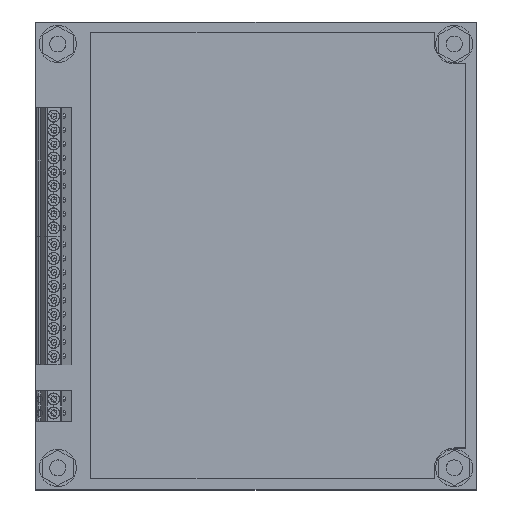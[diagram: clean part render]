
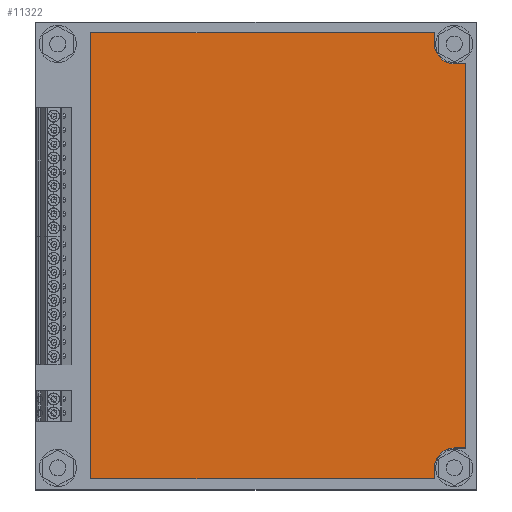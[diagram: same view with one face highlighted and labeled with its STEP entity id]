
A CAD part, top view. The second image highlights one B-rep face of the part: STEP entity #11322.
In plain terms, the highlighted planar face has unit normal (0, 0, 1).
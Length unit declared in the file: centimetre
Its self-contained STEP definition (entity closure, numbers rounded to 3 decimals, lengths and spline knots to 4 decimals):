
#405=CIRCLE('',#12079,0.36);
#407=CIRCLE('',#12085,0.36);
#902=VERTEX_POINT('',#15842);
#903=VERTEX_POINT('',#15843);
#906=VERTEX_POINT('',#15851);
#908=VERTEX_POINT('',#15857);
#910=VERTEX_POINT('',#15863);
#912=VERTEX_POINT('',#15869);
#914=VERTEX_POINT('',#15875);
#916=VERTEX_POINT('',#15881);
#918=VERTEX_POINT('',#15887);
#920=VERTEX_POINT('',#15893);
#2021=VECTOR('',#13115,1.);
#2025=VECTOR('',#13120,1.);
#2029=VECTOR('',#13131,1.);
#2032=VECTOR('',#13135,1.);
#2035=VECTOR('',#13139,1.);
#2039=VECTOR('',#13150,1.);
#2042=VECTOR('',#13154,1.);
#2045=VECTOR('',#13158,1.);
#3144=LINE('',#15841,#2021);
#3148=LINE('',#15850,#2025);
#3152=LINE('',#15862,#2029);
#3155=LINE('',#15868,#2032);
#3158=LINE('',#15874,#2035);
#3162=LINE('',#15886,#2039);
#3165=LINE('',#15892,#2042);
#3168=LINE('',#15898,#2045);
#4279=EDGE_CURVE('',#902,#903,#3144,.T.);
#4283=EDGE_CURVE('',#903,#906,#3148,.T.);
#4286=EDGE_CURVE('',#906,#908,#405,.T.);
#4289=EDGE_CURVE('',#908,#910,#3152,.T.);
#4292=EDGE_CURVE('',#910,#912,#3155,.T.);
#4295=EDGE_CURVE('',#912,#914,#3158,.T.);
#4298=EDGE_CURVE('',#914,#916,#407,.T.);
#4301=EDGE_CURVE('',#916,#918,#3162,.T.);
#4304=EDGE_CURVE('',#918,#920,#3165,.T.);
#4307=EDGE_CURVE('',#920,#902,#3168,.T.);
#6126=ORIENTED_EDGE('',*,*,#4279,.F.);
#6127=ORIENTED_EDGE('',*,*,#4307,.F.);
#6128=ORIENTED_EDGE('',*,*,#4304,.F.);
#6129=ORIENTED_EDGE('',*,*,#4301,.F.);
#6130=ORIENTED_EDGE('',*,*,#4298,.F.);
#6131=ORIENTED_EDGE('',*,*,#4295,.F.);
#6132=ORIENTED_EDGE('',*,*,#4292,.F.);
#6133=ORIENTED_EDGE('',*,*,#4289,.F.);
#6134=ORIENTED_EDGE('',*,*,#4286,.F.);
#6135=ORIENTED_EDGE('',*,*,#4283,.F.);
#9644=EDGE_LOOP('',(#6126,#6127,#6128,#6129,#6130,#6131,#6132,#6133,#6134,
#6135));
#10492=FACE_BOUND('',#9644,.T.);
#11322=ADVANCED_FACE('',(#10492),#20064,.T.);
#12079=AXIS2_PLACEMENT_3D('',#15856,#13125,#13126);
#12085=AXIS2_PLACEMENT_3D('',#15880,#13144,#13145);
#12090=AXIS2_PLACEMENT_3D('',#15900,#13160,$);
#13115=DIRECTION('',(1.,0.,0.));
#13120=DIRECTION('',(0.,-1.,0.));
#13125=DIRECTION('',(0.,0.,1.));
#13126=DIRECTION('',(0.36,0.,0.));
#13131=DIRECTION('',(1.,0.,0.));
#13135=DIRECTION('',(0.,-1.,0.));
#13139=DIRECTION('',(-1.,0.,0.));
#13144=DIRECTION('',(0.,0.,1.));
#13145=DIRECTION('',(0.36,0.,0.));
#13150=DIRECTION('',(0.,-1.,0.));
#13154=DIRECTION('',(-1.,0.,0.));
#13158=DIRECTION('',(0.,1.,0.));
#13160=DIRECTION('',(0.,0.,1.));
#15841=CARTESIAN_POINT('',(1.,8.3,1.66));
#15842=CARTESIAN_POINT('',(1.,8.3,1.66));
#15843=CARTESIAN_POINT('',(7.24,8.3,1.66));
#15850=CARTESIAN_POINT('',(7.24,8.3,1.66));
#15851=CARTESIAN_POINT('',(7.24,8.1,1.66));
#15856=CARTESIAN_POINT('',(7.6,8.1,1.66));
#15857=CARTESIAN_POINT('',(7.6,7.74,1.66));
#15862=CARTESIAN_POINT('',(7.6,7.74,1.66));
#15863=CARTESIAN_POINT('',(7.8,7.74,1.66));
#15868=CARTESIAN_POINT('',(7.8,7.74,1.66));
#15869=CARTESIAN_POINT('',(7.8,0.76,1.66));
#15874=CARTESIAN_POINT('',(7.8,0.76,1.66));
#15875=CARTESIAN_POINT('',(7.6,0.76,1.66));
#15880=CARTESIAN_POINT('',(7.6,0.4,1.66));
#15881=CARTESIAN_POINT('',(7.24,0.4,1.66));
#15886=CARTESIAN_POINT('',(7.24,0.4,1.66));
#15887=CARTESIAN_POINT('',(7.24,0.2,1.66));
#15892=CARTESIAN_POINT('',(7.24,0.2,1.66));
#15893=CARTESIAN_POINT('',(1.,0.2,1.66));
#15898=CARTESIAN_POINT('',(1.,0.2,1.66));
#15900=CARTESIAN_POINT('',(4.3498,4.25,1.66));
#20064=PLANE('',#12090);
